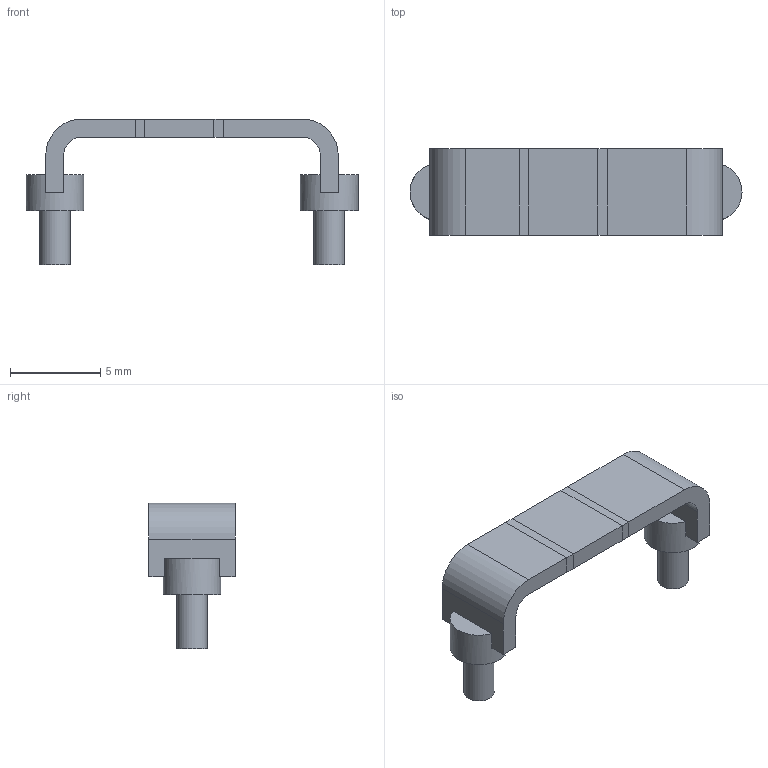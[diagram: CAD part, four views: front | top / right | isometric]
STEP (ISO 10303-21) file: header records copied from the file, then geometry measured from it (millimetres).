
FILE_DESCRIPTION(('FreeCAD Model'),'2;1');
FILE_NAME('Sense_Resistor.step','2020-03-13T21:26:41',('Author'),(''), 'Open CASCADE STEP processor 7.3','FreeCAD','Unknown');
FILE_SCHEMA(('AUTOMOTIVE_DESIGN { 1 0 10303 214 1 1 1 1 }'));
Length unit declared in the file: millimetre
Products named in the file (1): Connect001
Bounding box: 18.44 x 4.8 x 8.1 mm (x, y, z)
Volume: 141 mm3; surface area: 330.6 mm2
Topology: 1 solids, 1 shells, 44 faces, 104 edges, 64 vertices
Faces by surface type: plane 36, cylinder 8
Full cylindrical faces by diameter (mm): 1.7 x2, 3.2 x2
Entity records: 2671 total; most frequent: CARTESIAN_POINT 529, DIRECTION 408, LINE 264, VECTOR 264, ORIENTED_EDGE 208, PCURVE 208, DEFINITIONAL_REPRESENTATION 208, EDGE_CURVE 104
